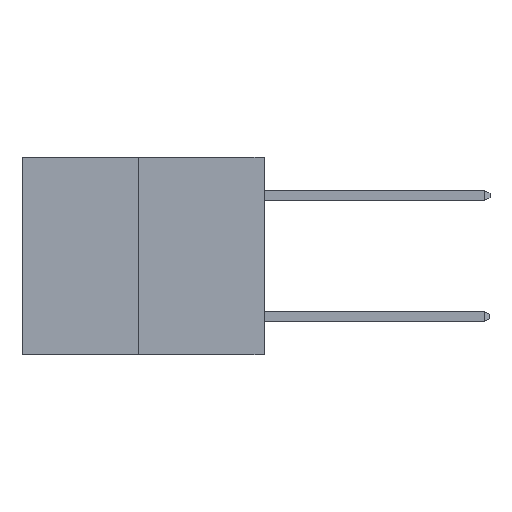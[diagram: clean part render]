
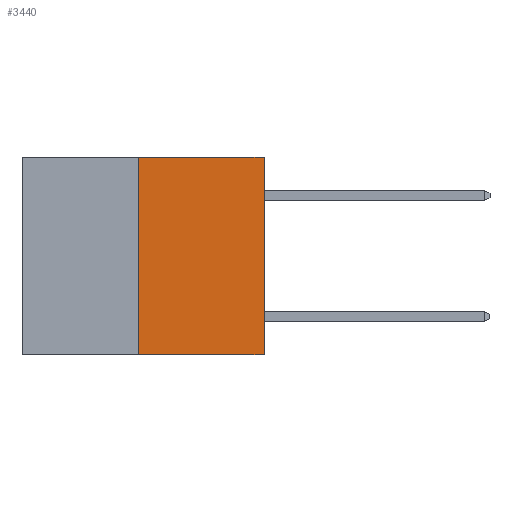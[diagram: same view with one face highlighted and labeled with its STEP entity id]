
A CAD part, left-side view. The second image highlights one B-rep face of the part: STEP entity #3440.
In plain terms, the highlighted planar face has unit normal (-1, 0, 0).
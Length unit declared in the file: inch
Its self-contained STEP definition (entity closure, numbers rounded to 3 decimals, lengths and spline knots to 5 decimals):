
#68 = DIRECTION ( 'NONE',  ( 0., 0., 1. ) ) ;
#105 = LINE ( 'NONE', #1382, #1594 ) ;
#1293 = ORIENTED_EDGE ( 'NONE', *, *, #9058, .F. ) ;
#1382 = CARTESIAN_POINT ( 'NONE',  ( 0., 0.6, 0. ) ) ;
#1594 = VECTOR ( 'NONE', #9035, 39.37008 ) ;
#1909 = DIRECTION ( 'NONE',  ( 0., -1., 0. ) ) ;
#1960 = VECTOR ( 'NONE', #2889, 39.37008 ) ;
#2101 = CARTESIAN_POINT ( 'NONE',  ( 0., 0.6, 0. ) ) ;
#2147 = DIRECTION ( 'NONE',  ( 1., 0., 0. ) ) ;
#2889 = DIRECTION ( 'NONE',  ( 0., 0., 1. ) ) ;
#3422 = AXIS2_PLACEMENT_3D ( 'NONE', #2101, #2147, #9515 ) ;
#3440 = ADVANCED_FACE ( 'NONE', ( #11644 ), #11786, .F. ) ;
#3534 = LINE ( 'NONE', #6430, #10872 ) ;
#3725 = CARTESIAN_POINT ( 'NONE',  ( 0., 0.312, 0. ) ) ;
#4770 = VECTOR ( 'NONE', #1909, 39.37008 ) ;
#5689 = ORIENTED_EDGE ( 'NONE', *, *, #12661, .T. ) ;
#6070 = VERTEX_POINT ( 'NONE', #3725 ) ;
#6207 = CARTESIAN_POINT ( 'NONE',  ( 0., 0.6, -0.49 ) ) ;
#6430 = CARTESIAN_POINT ( 'NONE',  ( 0., 0., 0. ) ) ;
#6540 = VERTEX_POINT ( 'NONE', #12910 ) ;
#6873 = VERTEX_POINT ( 'NONE', #11072 ) ;
#7143 = LINE ( 'NONE', #10204, #1960 ) ;
#7194 = CARTESIAN_POINT ( 'NONE',  ( 0., 0.312, -0.49 ) ) ;
#9035 = DIRECTION ( 'NONE',  ( 0., -1., 0. ) ) ;
#9058 = EDGE_CURVE ( 'NONE', #9308, #6070, #7143, .T. ) ;
#9181 = EDGE_LOOP ( 'NONE', ( #1293, #10790, #5689, #9562 ) ) ;
#9244 = EDGE_CURVE ( 'NONE', #9308, #6540, #11954, .T. ) ;
#9308 = VERTEX_POINT ( 'NONE', #7194 ) ;
#9467 = EDGE_CURVE ( 'NONE', #6070, #6873, #105, .T. ) ;
#9515 = DIRECTION ( 'NONE',  ( 0., 0., -1. ) ) ;
#9562 = ORIENTED_EDGE ( 'NONE', *, *, #9467, .F. ) ;
#10204 = CARTESIAN_POINT ( 'NONE',  ( 0., 0.312, -0.49 ) ) ;
#10790 = ORIENTED_EDGE ( 'NONE', *, *, #9244, .T. ) ;
#10872 = VECTOR ( 'NONE', #68, 39.37008 ) ;
#11072 = CARTESIAN_POINT ( 'NONE',  ( 0., 0., 0. ) ) ;
#11644 = FACE_OUTER_BOUND ( 'NONE', #9181, .T. ) ;
#11786 = PLANE ( 'NONE',  #3422 ) ;
#11954 = LINE ( 'NONE', #6207, #4770 ) ;
#12661 = EDGE_CURVE ( 'NONE', #6540, #6873, #3534, .T. ) ;
#12910 = CARTESIAN_POINT ( 'NONE',  ( 0., 0., -0.49 ) ) ;
